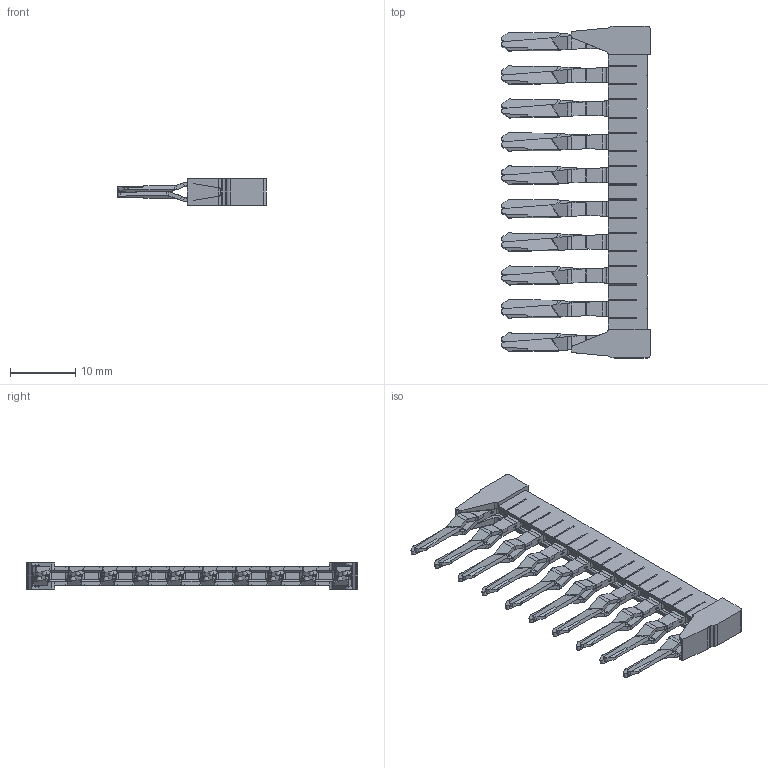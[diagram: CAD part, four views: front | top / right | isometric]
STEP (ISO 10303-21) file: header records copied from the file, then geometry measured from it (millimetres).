
FILE_DESCRIPTION(/* description */ (''),/* implementation_level */ '2;1');
FILE_NAME(/* name */ '17209.8_stp.stp',/* time_stamp */ '2014-09-30T13:32:20+02:00',/* author */ (''),/* organization */ (''),/* preprocessor_version */ 'ST-DEVELOPER v15',/* originating_system */ 'SIEMENS PLM Software NX 8.5',/* authorisation */ '');
FILE_SCHEMA (('CONFIG_CONTROL_DESIGN'));
Length unit declared in the file: millimetre
Products named in the file (1): q25_10
Bounding box: 22.71 x 50.7 x 4 mm (x, y, z)
Volume: 1272.9 mm3; surface area: 2995.2 mm2
Topology: 1 solids, 11 shells, 1154 faces, 2775 edges, 1661 vertices
Faces by surface type: plane 614, cylinder 388, bspline 128, torus 20, cone 4
Full cylindrical faces by diameter (mm): 1.2 x10
Entity records: 34932 total; most frequent: CARTESIAN_POINT 8791, ORIENTED_EDGE 5520, DIRECTION 5114, EDGE_CURVE 2760, LINE 1900, VECTOR 1900, VERTEX_POINT 1656, AXIS2_PLACEMENT_3D 1607
